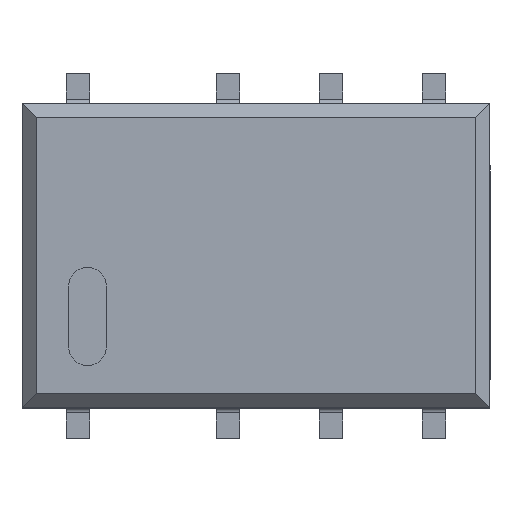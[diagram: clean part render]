
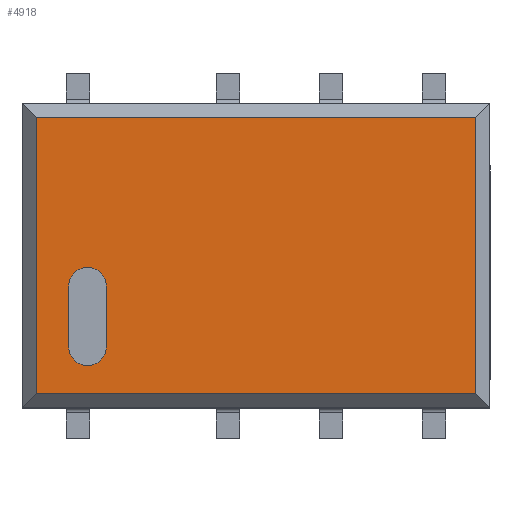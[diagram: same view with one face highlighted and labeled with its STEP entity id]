
A CAD part, top view. The second image highlights one B-rep face of the part: STEP entity #4918.
In plain terms, the highlighted planar face has unit normal (0, 0, 1).
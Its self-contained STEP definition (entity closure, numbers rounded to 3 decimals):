
#699 = ORIENTED_EDGE ( 'NONE', *, *, #11332, .T. ) ;
#1141 = AXIS2_PLACEMENT_3D ( 'NONE', #4697, #14256, #17675 ) ;
#1184 = DIRECTION ( 'NONE',  ( 0., 0., 1. ) ) ;
#1421 = CARTESIAN_POINT ( 'NONE',  ( -4., -1.95, 4.2 ) ) ;
#1955 = ORIENTED_EDGE ( 'NONE', *, *, #3793, .F. ) ;
#2208 = EDGE_CURVE ( 'NONE', #5363, #5137, #3262, .T. ) ;
#2351 = CARTESIAN_POINT ( 'NONE',  ( 4.7, 2.95, 4.2 ) ) ;
#2538 = DIRECTION ( 'NONE',  ( -1., 0., 0. ) ) ;
#2854 = ORIENTED_EDGE ( 'NONE', *, *, #10861, .T. ) ;
#3213 = DIRECTION ( 'NONE',  ( -1., 0., 0. ) ) ;
#3262 = CIRCLE ( 'NONE', #12942, 0.4 ) ;
#3495 = DIRECTION ( 'NONE',  ( 0., 1., 0. ) ) ;
#3710 = EDGE_LOOP ( 'NONE', ( #699, #16704, #2854, #20391 ) ) ;
#3793 = EDGE_CURVE ( 'NONE', #20006, #11455, #8124, .T. ) ;
#3849 = CARTESIAN_POINT ( 'NONE',  ( -4.7, 0., 4.2 ) ) ;
#3936 = CARTESIAN_POINT ( 'NONE',  ( -3.2, -0.65, 4.2 ) ) ;
#4321 = LINE ( 'NONE', #5886, #8690 ) ;
#4378 = VECTOR ( 'NONE', #3213, 1000. ) ;
#4572 = CARTESIAN_POINT ( 'NONE',  ( -4., -0.65, 4.2 ) ) ;
#4697 = CARTESIAN_POINT ( 'NONE',  ( 0., 0., 4.2 ) ) ;
#4918 = ADVANCED_FACE ( 'NONE', ( #16787, #20273 ), #5957, .F. ) ;
#5137 = VERTEX_POINT ( 'NONE', #4572 ) ;
#5162 = VECTOR ( 'NONE', #11923, 1000. ) ;
#5363 = VERTEX_POINT ( 'NONE', #3936 ) ;
#5493 = EDGE_LOOP ( 'NONE', ( #1955, #6764, #9888, #19380 ) ) ;
#5886 = CARTESIAN_POINT ( 'NONE',  ( -4., 0., 4.2 ) ) ;
#5957 = PLANE ( 'NONE',  #1141 ) ;
#6509 = CARTESIAN_POINT ( 'NONE',  ( -3.6, -1.95, 4.2 ) ) ;
#6764 = ORIENTED_EDGE ( 'NONE', *, *, #12855, .F. ) ;
#6914 = LINE ( 'NONE', #13327, #18496 ) ;
#7635 = LINE ( 'NONE', #20185, #15693 ) ;
#7741 = EDGE_CURVE ( 'NONE', #17160, #11405, #7635, .T. ) ;
#7799 = AXIS2_PLACEMENT_3D ( 'NONE', #6509, #9310, #9526 ) ;
#8124 = CIRCLE ( 'NONE', #7799, 0.4 ) ;
#8317 = CARTESIAN_POINT ( 'NONE',  ( 4.7, -2.95, 4.2 ) ) ;
#8690 = VECTOR ( 'NONE', #14079, 1000. ) ;
#9187 = VERTEX_POINT ( 'NONE', #2351 ) ;
#9310 = DIRECTION ( 'NONE',  ( 0., 0., 1. ) ) ;
#9438 = CARTESIAN_POINT ( 'NONE',  ( -4.7, -2.95, 4.2 ) ) ;
#9526 = DIRECTION ( 'NONE',  ( -1., 0., 0. ) ) ;
#9888 = ORIENTED_EDGE ( 'NONE', *, *, #2208, .F. ) ;
#10037 = VECTOR ( 'NONE', #16980, 1000. ) ;
#10580 = CARTESIAN_POINT ( 'NONE',  ( -3.2, 0., 4.2 ) ) ;
#10861 = EDGE_CURVE ( 'NONE', #11405, #9187, #6914, .T. ) ;
#11041 = LINE ( 'NONE', #17429, #4378 ) ;
#11332 = EDGE_CURVE ( 'NONE', #12198, #17160, #12112, .T. ) ;
#11405 = VERTEX_POINT ( 'NONE', #8317 ) ;
#11455 = VERTEX_POINT ( 'NONE', #17644 ) ;
#11923 = DIRECTION ( 'NONE',  ( 0., -1., 0. ) ) ;
#12110 = CARTESIAN_POINT ( 'NONE',  ( -4.7, 2.95, 4.2 ) ) ;
#12112 = LINE ( 'NONE', #3849, #5162 ) ;
#12198 = VERTEX_POINT ( 'NONE', #12110 ) ;
#12855 = EDGE_CURVE ( 'NONE', #5137, #20006, #4321, .T. ) ;
#12942 = AXIS2_PLACEMENT_3D ( 'NONE', #20497, #1184, #2538 ) ;
#13327 = CARTESIAN_POINT ( 'NONE',  ( 4.7, 0., 4.2 ) ) ;
#13507 = EDGE_CURVE ( 'NONE', #9187, #12198, #11041, .T. ) ;
#13734 = DIRECTION ( 'NONE',  ( 1., 0., 0. ) ) ;
#14079 = DIRECTION ( 'NONE',  ( 0., -1., 0. ) ) ;
#14256 = DIRECTION ( 'NONE',  ( 0., 0., -1. ) ) ;
#15324 = LINE ( 'NONE', #10580, #10037 ) ;
#15346 = EDGE_CURVE ( 'NONE', #11455, #5363, #15324, .T. ) ;
#15693 = VECTOR ( 'NONE', #13734, 1000. ) ;
#16704 = ORIENTED_EDGE ( 'NONE', *, *, #7741, .T. ) ;
#16787 = FACE_OUTER_BOUND ( 'NONE', #3710, .T. ) ;
#16980 = DIRECTION ( 'NONE',  ( 0., 1., 0. ) ) ;
#17160 = VERTEX_POINT ( 'NONE', #9438 ) ;
#17429 = CARTESIAN_POINT ( 'NONE',  ( 0., 2.95, 4.2 ) ) ;
#17644 = CARTESIAN_POINT ( 'NONE',  ( -3.2, -1.95, 4.2 ) ) ;
#17675 = DIRECTION ( 'NONE',  ( -1., 0., 0. ) ) ;
#18496 = VECTOR ( 'NONE', #3495, 1000. ) ;
#19380 = ORIENTED_EDGE ( 'NONE', *, *, #15346, .F. ) ;
#20006 = VERTEX_POINT ( 'NONE', #1421 ) ;
#20185 = CARTESIAN_POINT ( 'NONE',  ( 0., -2.95, 4.2 ) ) ;
#20273 = FACE_BOUND ( 'NONE', #5493, .T. ) ;
#20391 = ORIENTED_EDGE ( 'NONE', *, *, #13507, .T. ) ;
#20497 = CARTESIAN_POINT ( 'NONE',  ( -3.6, -0.65, 4.2 ) ) ;
